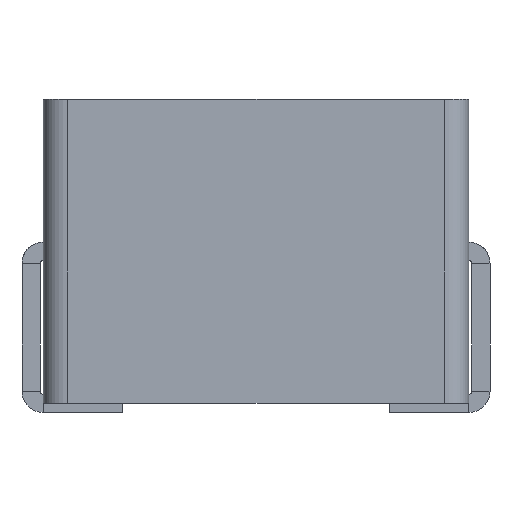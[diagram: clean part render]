
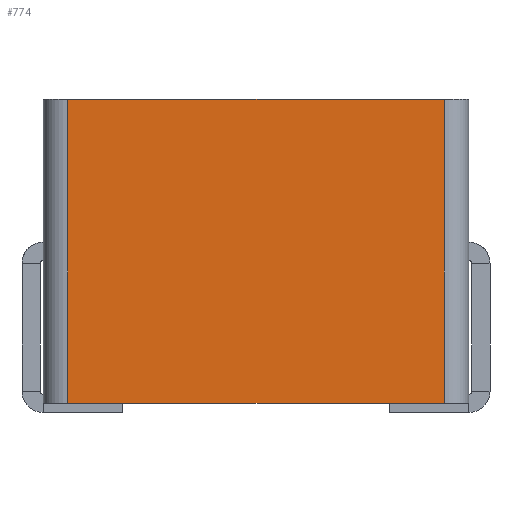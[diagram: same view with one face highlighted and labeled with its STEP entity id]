
A CAD part, front view. The second image highlights one B-rep face of the part: STEP entity #774.
In plain terms, the highlighted planar face has unit normal (0, -1, 0).
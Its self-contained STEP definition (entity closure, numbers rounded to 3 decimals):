
#102 = CARTESIAN_POINT ( 'NONE',  ( -3.5, -3.5, 5.15 ) ) ;
#257 = VERTEX_POINT ( 'NONE', #8444 ) ;
#679 = DIRECTION ( 'NONE',  ( 1., 0., 0. ) ) ;
#702 = VERTEX_POINT ( 'NONE', #2545 ) ;
#774 = ADVANCED_FACE ( 'NONE', ( #11249 ), #8549, .F. ) ;
#939 = CARTESIAN_POINT ( 'NONE',  ( 3.1, -3.5, 5.15 ) ) ;
#1232 = CARTESIAN_POINT ( 'NONE',  ( 3.1, -3.5, 5.15 ) ) ;
#2545 = CARTESIAN_POINT ( 'NONE',  ( 3.1, -3.5, 0.15 ) ) ;
#2921 = ORIENTED_EDGE ( 'NONE', *, *, #6389, .F. ) ;
#3185 = CARTESIAN_POINT ( 'NONE',  ( -3.5, -3.5, 0.15 ) ) ;
#3778 = VECTOR ( 'NONE', #11549, 1000. ) ;
#4523 = LINE ( 'NONE', #102, #3778 ) ;
#4940 = LINE ( 'NONE', #10279, #7463 ) ;
#5248 = EDGE_CURVE ( 'NONE', #257, #702, #8499, .T. ) ;
#5491 = AXIS2_PLACEMENT_3D ( 'NONE', #6182, #6731, #679 ) ;
#5742 = DIRECTION ( 'NONE',  ( 0., 0., -1. ) ) ;
#5758 = EDGE_CURVE ( 'NONE', #702, #8238, #9232, .T. ) ;
#5804 = VECTOR ( 'NONE', #10184, 1000. ) ;
#6137 = ORIENTED_EDGE ( 'NONE', *, *, #7180, .T. ) ;
#6182 = CARTESIAN_POINT ( 'NONE',  ( -3.5, -3.5, 5.15 ) ) ;
#6389 = EDGE_CURVE ( 'NONE', #6980, #8238, #4523, .T. ) ;
#6435 = ORIENTED_EDGE ( 'NONE', *, *, #5758, .T. ) ;
#6731 = DIRECTION ( 'NONE',  ( 0., 1., 0. ) ) ;
#6980 = VERTEX_POINT ( 'NONE', #9548 ) ;
#7180 = EDGE_CURVE ( 'NONE', #6980, #257, #4940, .T. ) ;
#7463 = VECTOR ( 'NONE', #5742, 1000. ) ;
#7594 = DIRECTION ( 'NONE',  ( 0., 0., 1. ) ) ;
#8238 = VERTEX_POINT ( 'NONE', #939 ) ;
#8444 = CARTESIAN_POINT ( 'NONE',  ( -3.1, -3.5, 0.15 ) ) ;
#8499 = LINE ( 'NONE', #3185, #5804 ) ;
#8549 = PLANE ( 'NONE',  #5491 ) ;
#8601 = VECTOR ( 'NONE', #7594, 1000. ) ;
#9028 = ORIENTED_EDGE ( 'NONE', *, *, #5248, .T. ) ;
#9232 = LINE ( 'NONE', #1232, #8601 ) ;
#9254 = EDGE_LOOP ( 'NONE', ( #9028, #6435, #2921, #6137 ) ) ;
#9548 = CARTESIAN_POINT ( 'NONE',  ( -3.1, -3.5, 5.15 ) ) ;
#10184 = DIRECTION ( 'NONE',  ( 1., 0., 0. ) ) ;
#10279 = CARTESIAN_POINT ( 'NONE',  ( -3.1, -3.5, 5.15 ) ) ;
#11249 = FACE_OUTER_BOUND ( 'NONE', #9254, .T. ) ;
#11549 = DIRECTION ( 'NONE',  ( 1., 0., 0. ) ) ;
